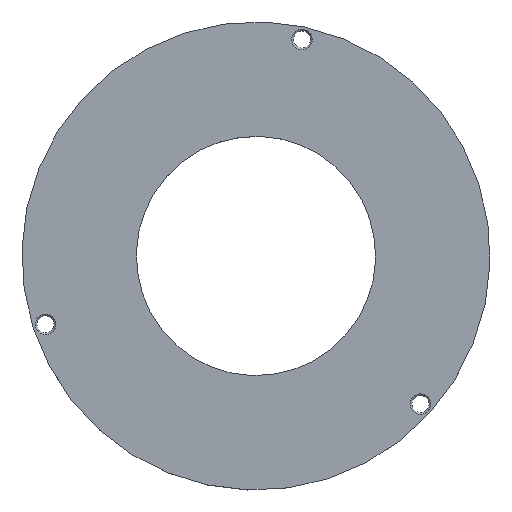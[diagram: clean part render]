
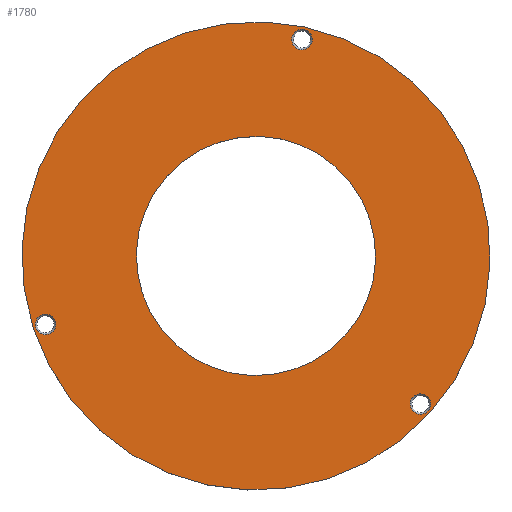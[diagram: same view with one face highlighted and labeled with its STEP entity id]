
A CAD part, top view. The second image highlights one B-rep face of the part: STEP entity #1780.
In plain terms, the highlighted planar face has unit normal (0, 0, 1).
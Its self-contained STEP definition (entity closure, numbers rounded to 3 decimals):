
#900=CARTESIAN_POINT('',(0.,0.,1.1))
;
#910=DIRECTION('',(0.,0.,-1.));
#920=DIRECTION('',(-1.,0.,0.));
#930=AXIS2_PLACEMENT_3D('',#900,#910,#920);
#940=PLANE('',#930);
#950=CARTESIAN_POINT('',(22.43,12.95,1.1));
#960=DIRECTION('',(0.,0.,1.));
#970=DIRECTION('',(1.,0.,0.));
#980=AXIS2_PLACEMENT_3D('',#950,#960,#970);
#990=CIRCLE('',#980,1.2);
#1000=CARTESIAN_POINT('',(23.63,12.95,1.1));
#1010=VERTEX_POINT('',#1000);
#1020=CARTESIAN_POINT('',(21.23,12.95,1.1));
#1030=VERTEX_POINT('',#1020);
#1040=EDGE_CURVE('',#1010,#1030,#990,.T.);
#1050=ORIENTED_EDGE('',*,*,#1040,.F.);
#1060=EDGE_CURVE('',#1030,#1010,#990,.T.);
#1070=ORIENTED_EDGE('',*,*,#1060,.F.);
#1080=EDGE_LOOP('',(#1070,#1050));
#1090=FACE_BOUND('',#1080,.T.);
#1100=CARTESIAN_POINT('',(0.,0.,1.1
));
#1110=DIRECTION('',(-0.,-0.,-1.));
#1120=DIRECTION('',(1.,0.,0.));
#1130=AXIS2_PLACEMENT_3D('',#1100,#1110,#1120);
#1140=CIRCLE('',#1130,14.);
#1150=CARTESIAN_POINT('',(14.,0.,1.1));
#1160=VERTEX_POINT('',#1150);
#1170=CARTESIAN_POINT('',(-14.,0.,1.1));
#1180=VERTEX_POINT('',#1170);
#1190=EDGE_CURVE('',#1160,#1180,#1140,.T.);
#1200=ORIENTED_EDGE('',*,*,#1190,.T.);
#1210=EDGE_CURVE('',#1180,#1160,#1140,.T.);
#1220=ORIENTED_EDGE('',*,*,#1210,.T.);
#1230=EDGE_LOOP('',(#1220,#1200));
#1240=FACE_BOUND('',#1230,.T.);
#1250=CARTESIAN_POINT('',(0.,-25.9,1.1));
#1260=DIRECTION('',(0.,0.,-1.));
#1270=DIRECTION('',(-1.,0.,0.));
#1280=AXIS2_PLACEMENT_3D('',#1250,#1260,#1270);
#1290=CIRCLE('',#1280,1.2);
#1300=CARTESIAN_POINT('',(1.2,-25.9,1.1));
#1310=VERTEX_POINT('',#1300);
#1320=CARTESIAN_POINT('',(-1.2,-25.9,1.1));
#1330=VERTEX_POINT('',#1320);
#1340=EDGE_CURVE('',#1310,#1330,#1290,.T.);
#1350=ORIENTED_EDGE('',*,*,#1340,.T.);
#1360=CARTESIAN_POINT('',(0.,-24.7,1.1));
#1370=VERTEX_POINT('',#1360);
#1380=EDGE_CURVE('',#1370,#1310,#1290,.T.);
#1390=ORIENTED_EDGE('',*,*,#1380,.T.);
#1400=EDGE_CURVE('',#1330,#1370,#1290,.T.);
#1410=ORIENTED_EDGE('',*,*,#1400,.T.);
#1420=EDGE_LOOP('',(#1410,#1390,#1350));
#1430=FACE_BOUND('',#1420,.T.);
#1440=CARTESIAN_POINT('',(-22.43,12.95,1.1));
#1450=DIRECTION('',(0.,0.,-1.));
#1460=DIRECTION('',(-1.,0.,0.));
#1470=AXIS2_PLACEMENT_3D('',#1440,#1450,#1460);
#1480=CIRCLE('',#1470,1.2);
#1490=CARTESIAN_POINT('',(-23.63,12.95,1.1));
#1500=VERTEX_POINT('',#1490);
#1510=CARTESIAN_POINT('',(-21.23,12.95,1.1));
#1520=VERTEX_POINT('',#1510);
#1530=EDGE_CURVE('',#1500,#1520,#1480,.T.);
#1540=ORIENTED_EDGE('',*,*,#1530,.T.);
#1550=EDGE_CURVE('',#1520,#1500,#1480,.T.);
#1560=ORIENTED_EDGE('',*,*,#1550,.T.);
#1570=EDGE_LOOP('',(#1560,#1540));
#1580=FACE_BOUND('',#1570,.T.);
#1590=CARTESIAN_POINT('',(0.,0.,1.1
));
#1600=DIRECTION('',(0.,0.,1.));
#1610=DIRECTION('',(1.,0.,0.));
#1620=AXIS2_PLACEMENT_3D('',#1590,#1600,#1610);
#1630=CIRCLE('',#1620,27.4);
#1640=CARTESIAN_POINT('',(-27.4,0.,1.1));
#1650=VERTEX_POINT('',#1640);
#1660=CARTESIAN_POINT('',(27.4,0.,1.1));
#1670=VERTEX_POINT('',#1660);
#1680=EDGE_CURVE('',#1650,#1670,#1630,.T.);
#1690=ORIENTED_EDGE('',*,*,#1680,.T.);
#1700=CARTESIAN_POINT('',(0.,27.4,1.1));
#1710=VERTEX_POINT('',#1700);
#1720=EDGE_CURVE('',#1710,#1650,#1630,.T.);
#1730=ORIENTED_EDGE('',*,*,#1720,.T.);
#1740=EDGE_CURVE('',#1670,#1710,#1630,.T.);
#1750=ORIENTED_EDGE('',*,*,#1740,.T.);
#1760=EDGE_LOOP('',(#1750,#1730,#1690));
#1770=FACE_OUTER_BOUND('',#1760,.T.);
#1780=ADVANCED_FACE('',(#1090,#1240,#1430,#1580,#1770),#940,.F.);
